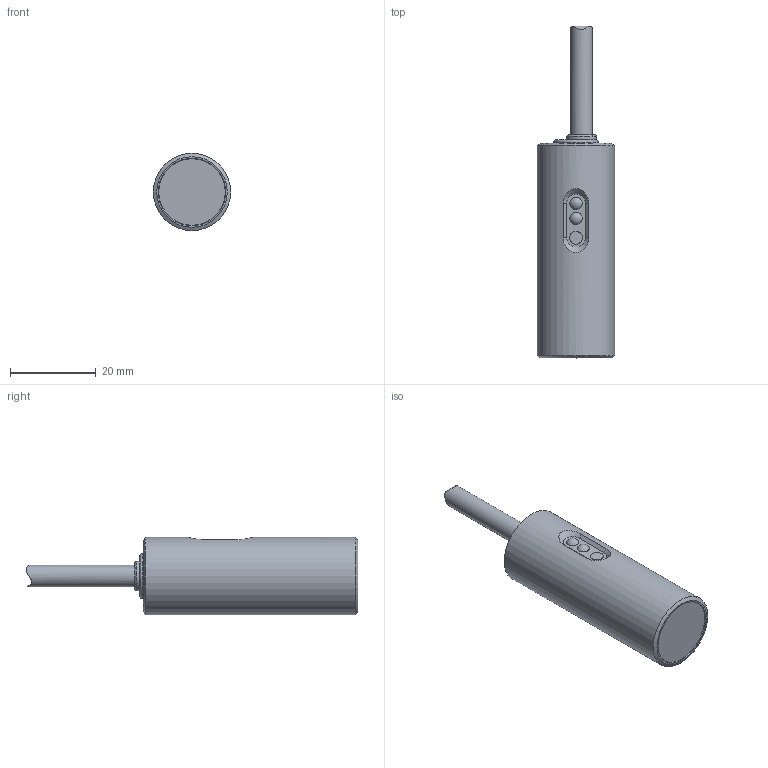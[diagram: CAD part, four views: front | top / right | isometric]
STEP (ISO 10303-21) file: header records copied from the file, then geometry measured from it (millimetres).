
FILE_DESCRIPTION (( 'STEP AP214' ), '1' );
FILE_NAME ('C18P-AN-1A.STEP', '2018-04-19T15:32:04', ( '' ), ( '' ), 'SwSTEP 2.0', 'SolidWorks 2017', '' );
FILE_SCHEMA (( 'AUTOMOTIVE_DESIGN' ));
Length unit declared in the file: inch
Products named in the file (1): C18P-AN-1A
Bounding box: 18 x 77.36 x 18 mm (x, y, z)
Volume: 13208.4 mm3; surface area: 3760.5 mm2
Topology: 1 solids, 1 shells, 26 faces, 51 edges, 36 vertices
Faces by surface type: plane 10, cone 6, bspline 6, cylinder 4
Full cylindrical faces by diameter (mm): 5.08 x1, 6.8 x1, 10.5 x1, 18 x1
Entity records: 1119 total; most frequent: CARTESIAN_POINT 641, DIRECTION 80, ORIENTED_EDGE 72, EDGE_LOOP 46, EDGE_CURVE 36, AXIS2_PLACEMENT_3D 36, FACE_OUTER_BOUND 33, VERTEX_POINT 32
